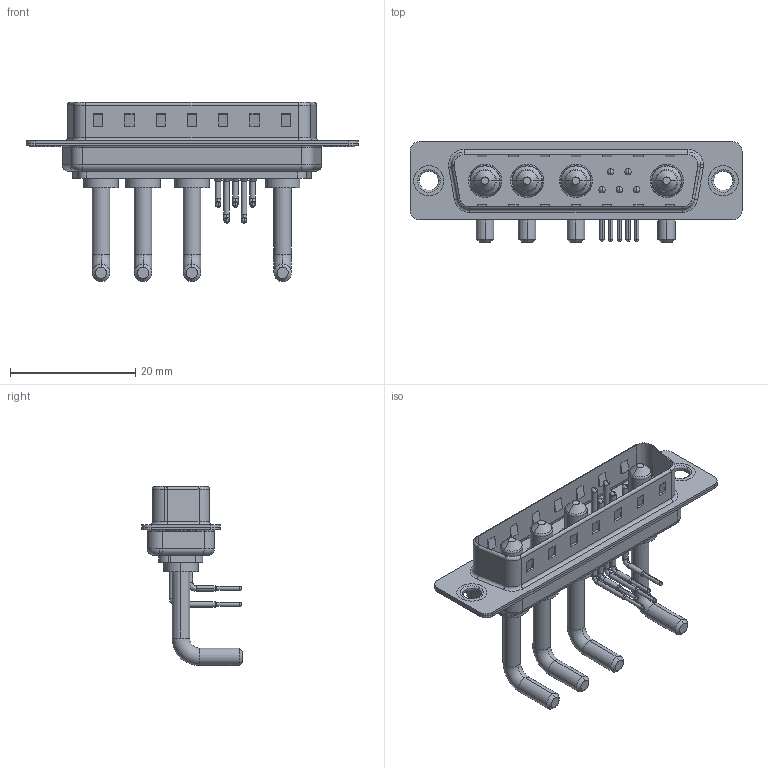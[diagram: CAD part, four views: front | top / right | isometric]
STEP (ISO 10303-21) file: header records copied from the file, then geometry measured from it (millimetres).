
FILE_DESCRIPTION (( 'STEP AP203' ), '1' );
FILE_NAME ('629-9W4-250-2T1.STEP', '2022-05-07T16:02:36', ( '' ), ( '' ), 'SwSTEP 2.0', 'SolidWorks 2020', '' );
FILE_SCHEMA (( 'CONFIG_CONTROL_DESIGN' ));
Length unit declared in the file: millimetre
Products named in the file (8): 629Combo Contact Row 2; 629Combo Shell Front_25 Contacts; 629Combo Shell Rear_25 Contacts; 629Combo Housing_9W4; 629Combo Thru Hole Rivet; 629Combo Contact Row 1; Power Pin_Ext 20A RA; 629-9W4-250-2T1
Assembly tree (14 placements, depth 2):
  629-9W4-250-2T1
    629Combo Housing_9W4
    629Combo Shell Rear_25 Contacts
    629Combo Shell Front_25 Contacts
    629Combo Thru Hole Rivet  x2
    Power Pin_Ext 20A RA  x4
    629Combo Contact Row 1  x2
    629Combo Contact Row 2  x3
Bounding box: 53.05 x 16.05 x 28.63 mm (x, y, z)
Volume: 3402.3 mm3; surface area: 7356.5 mm2
Topology: 18 solids, 18 shells, 1072 faces, 2797 edges, 1784 vertices
Faces by surface type: plane 531, cylinder 385, torus 74, cone 48, bspline 34
Entity records: 20618 total; most frequent: CARTESIAN_POINT 3611, DIRECTION 3464, ORIENTED_EDGE 3258, EDGE_CURVE 1629, AXIS2_PLACEMENT_3D 1218, VERTEX_POINT 1044, VECTOR 1028, LINE 1028
